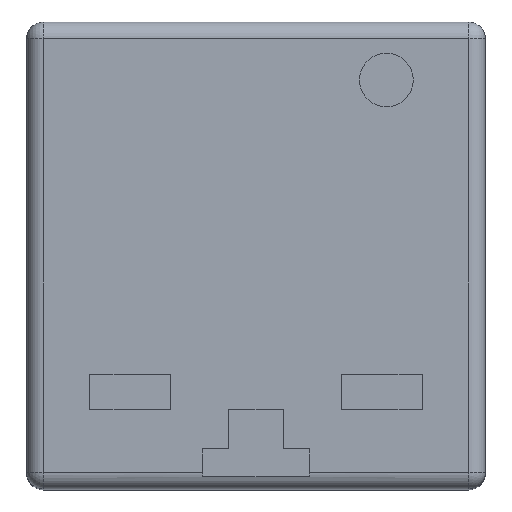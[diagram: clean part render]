
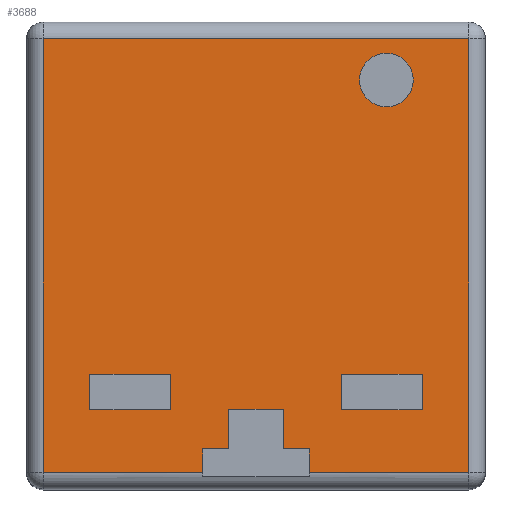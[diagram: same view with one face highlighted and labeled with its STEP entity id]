
A CAD part, top view. The second image highlights one B-rep face of the part: STEP entity #3688.
In plain terms, the highlighted planar face has unit normal (0, 0, 1).
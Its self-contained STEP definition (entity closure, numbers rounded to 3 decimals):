
#656 = VERTEX_POINT('',#657);
#657 = CARTESIAN_POINT('',(-12.75,13.,36.));
#664 = EDGE_CURVE('',#656,#665,#667,.T.);
#665 = VERTEX_POINT('',#666);
#666 = CARTESIAN_POINT('',(12.75,13.,36.));
#667 = LINE('',#668,#669);
#668 = CARTESIAN_POINT('',(-13.75,13.,36.));
#669 = VECTOR('',#670,1.);
#670 = DIRECTION('',(1.,0.,0.));
#3688 = ADVANCED_FACE('',(#3689,#3778,#3812,#3846),#3857,.T.);
#3689 = FACE_BOUND('',#3690,.T.);
#3690 = EDGE_LOOP('',(#3691,#3701,#3707,#3708,#3716,#3724,#3732,#3740,
    #3748,#3756,#3764,#3772));
#3691 = ORIENTED_EDGE('',*,*,#3692,.F.);
#3692 = EDGE_CURVE('',#3693,#3695,#3697,.T.);
#3693 = VERTEX_POINT('',#3694);
#3694 = CARTESIAN_POINT('',(12.75,-13.,36.));
#3695 = VERTEX_POINT('',#3696);
#3696 = CARTESIAN_POINT('',(3.2,-13.,36.));
#3697 = LINE('',#3698,#3699);
#3698 = CARTESIAN_POINT('',(13.75,-13.,36.));
#3699 = VECTOR('',#3700,1.);
#3700 = DIRECTION('',(-1.,0.,0.));
#3701 = ORIENTED_EDGE('',*,*,#3702,.F.);
#3702 = EDGE_CURVE('',#665,#3693,#3703,.T.);
#3703 = LINE('',#3704,#3705);
#3704 = CARTESIAN_POINT('',(12.75,14.,36.));
#3705 = VECTOR('',#3706,1.);
#3706 = DIRECTION('',(0.,-1.,0.));
#3707 = ORIENTED_EDGE('',*,*,#664,.F.);
#3708 = ORIENTED_EDGE('',*,*,#3709,.F.);
#3709 = EDGE_CURVE('',#3710,#656,#3712,.T.);
#3710 = VERTEX_POINT('',#3711);
#3711 = CARTESIAN_POINT('',(-12.75,-13.,36.));
#3712 = LINE('',#3713,#3714);
#3713 = CARTESIAN_POINT('',(-12.75,-14.,36.));
#3714 = VECTOR('',#3715,1.);
#3715 = DIRECTION('',(0.,1.,0.));
#3716 = ORIENTED_EDGE('',*,*,#3717,.F.);
#3717 = EDGE_CURVE('',#3718,#3710,#3720,.T.);
#3718 = VERTEX_POINT('',#3719);
#3719 = CARTESIAN_POINT('',(-3.2,-13.,36.));
#3720 = LINE('',#3721,#3722);
#3721 = CARTESIAN_POINT('',(13.75,-13.,36.));
#3722 = VECTOR('',#3723,1.);
#3723 = DIRECTION('',(-1.,0.,0.));
#3724 = ORIENTED_EDGE('',*,*,#3725,.T.);
#3725 = EDGE_CURVE('',#3718,#3726,#3728,.T.);
#3726 = VERTEX_POINT('',#3727);
#3727 = CARTESIAN_POINT('',(-3.2,-11.6,36.));
#3728 = LINE('',#3729,#3730);
#3729 = CARTESIAN_POINT('',(-3.2,-13.28,36.));
#3730 = VECTOR('',#3731,1.);
#3731 = DIRECTION('',(0.,1.,0.));
#3732 = ORIENTED_EDGE('',*,*,#3733,.T.);
#3733 = EDGE_CURVE('',#3726,#3734,#3736,.T.);
#3734 = VERTEX_POINT('',#3735);
#3735 = CARTESIAN_POINT('',(-1.625,-11.6,36.));
#3736 = LINE('',#3737,#3738);
#3737 = CARTESIAN_POINT('',(-3.2,-11.6,36.));
#3738 = VECTOR('',#3739,1.);
#3739 = DIRECTION('',(1.,0.,0.));
#3740 = ORIENTED_EDGE('',*,*,#3741,.T.);
#3741 = EDGE_CURVE('',#3734,#3742,#3744,.T.);
#3742 = VERTEX_POINT('',#3743);
#3743 = CARTESIAN_POINT('',(-1.625,-9.22,36.));
#3744 = LINE('',#3745,#3746);
#3745 = CARTESIAN_POINT('',(-1.625,-11.6,36.));
#3746 = VECTOR('',#3747,1.);
#3747 = DIRECTION('',(0.,1.,0.));
#3748 = ORIENTED_EDGE('',*,*,#3749,.T.);
#3749 = EDGE_CURVE('',#3742,#3750,#3752,.T.);
#3750 = VERTEX_POINT('',#3751);
#3751 = CARTESIAN_POINT('',(1.625,-9.22,36.));
#3752 = LINE('',#3753,#3754);
#3753 = CARTESIAN_POINT('',(-1.625,-9.22,36.));
#3754 = VECTOR('',#3755,1.);
#3755 = DIRECTION('',(1.,0.,0.));
#3756 = ORIENTED_EDGE('',*,*,#3757,.T.);
#3757 = EDGE_CURVE('',#3750,#3758,#3760,.T.);
#3758 = VERTEX_POINT('',#3759);
#3759 = CARTESIAN_POINT('',(1.625,-11.6,36.));
#3760 = LINE('',#3761,#3762);
#3761 = CARTESIAN_POINT('',(1.625,-9.22,36.));
#3762 = VECTOR('',#3763,1.);
#3763 = DIRECTION('',(0.,-1.,0.));
#3764 = ORIENTED_EDGE('',*,*,#3765,.T.);
#3765 = EDGE_CURVE('',#3758,#3766,#3768,.T.);
#3766 = VERTEX_POINT('',#3767);
#3767 = CARTESIAN_POINT('',(3.2,-11.6,36.));
#3768 = LINE('',#3769,#3770);
#3769 = CARTESIAN_POINT('',(1.625,-11.6,36.));
#3770 = VECTOR('',#3771,1.);
#3771 = DIRECTION('',(1.,0.,0.));
#3772 = ORIENTED_EDGE('',*,*,#3773,.T.);
#3773 = EDGE_CURVE('',#3766,#3695,#3774,.T.);
#3774 = LINE('',#3775,#3776);
#3775 = CARTESIAN_POINT('',(3.2,-11.6,36.));
#3776 = VECTOR('',#3777,1.);
#3777 = DIRECTION('',(0.,-1.,0.));
#3778 = FACE_BOUND('',#3779,.T.);
#3779 = EDGE_LOOP('',(#3780,#3790,#3798,#3806));
#3780 = ORIENTED_EDGE('',*,*,#3781,.T.);
#3781 = EDGE_CURVE('',#3782,#3784,#3786,.T.);
#3782 = VERTEX_POINT('',#3783);
#3783 = CARTESIAN_POINT('',(-5.14,-7.13,36.));
#3784 = VERTEX_POINT('',#3785);
#3785 = CARTESIAN_POINT('',(-5.14,-9.24,36.));
#3786 = LINE('',#3787,#3788);
#3787 = CARTESIAN_POINT('',(-5.14,-7.13,36.));
#3788 = VECTOR('',#3789,1.);
#3789 = DIRECTION('',(0.,-1.,0.));
#3790 = ORIENTED_EDGE('',*,*,#3791,.T.);
#3791 = EDGE_CURVE('',#3784,#3792,#3794,.T.);
#3792 = VERTEX_POINT('',#3793);
#3793 = CARTESIAN_POINT('',(-9.96,-9.24,36.));
#3794 = LINE('',#3795,#3796);
#3795 = CARTESIAN_POINT('',(-5.14,-9.24,36.));
#3796 = VECTOR('',#3797,1.);
#3797 = DIRECTION('',(-1.,0.,0.));
#3798 = ORIENTED_EDGE('',*,*,#3799,.T.);
#3799 = EDGE_CURVE('',#3792,#3800,#3802,.T.);
#3800 = VERTEX_POINT('',#3801);
#3801 = CARTESIAN_POINT('',(-9.96,-7.13,36.));
#3802 = LINE('',#3803,#3804);
#3803 = CARTESIAN_POINT('',(-9.96,-9.24,36.));
#3804 = VECTOR('',#3805,1.);
#3805 = DIRECTION('',(0.,1.,0.));
#3806 = ORIENTED_EDGE('',*,*,#3807,.T.);
#3807 = EDGE_CURVE('',#3800,#3782,#3808,.T.);
#3808 = LINE('',#3809,#3810);
#3809 = CARTESIAN_POINT('',(-9.96,-7.13,36.));
#3810 = VECTOR('',#3811,1.);
#3811 = DIRECTION('',(1.,0.,0.));
#3812 = FACE_BOUND('',#3813,.T.);
#3813 = EDGE_LOOP('',(#3814,#3824,#3832,#3840));
#3814 = ORIENTED_EDGE('',*,*,#3815,.T.);
#3815 = EDGE_CURVE('',#3816,#3818,#3820,.T.);
#3816 = VERTEX_POINT('',#3817);
#3817 = CARTESIAN_POINT('',(9.96,-7.13,36.));
#3818 = VERTEX_POINT('',#3819);
#3819 = CARTESIAN_POINT('',(9.96,-9.24,36.));
#3820 = LINE('',#3821,#3822);
#3821 = CARTESIAN_POINT('',(9.96,-7.13,36.));
#3822 = VECTOR('',#3823,1.);
#3823 = DIRECTION('',(0.,-1.,0.));
#3824 = ORIENTED_EDGE('',*,*,#3825,.T.);
#3825 = EDGE_CURVE('',#3818,#3826,#3828,.T.);
#3826 = VERTEX_POINT('',#3827);
#3827 = CARTESIAN_POINT('',(5.14,-9.24,36.));
#3828 = LINE('',#3829,#3830);
#3829 = CARTESIAN_POINT('',(9.96,-9.24,36.));
#3830 = VECTOR('',#3831,1.);
#3831 = DIRECTION('',(-1.,0.,0.));
#3832 = ORIENTED_EDGE('',*,*,#3833,.T.);
#3833 = EDGE_CURVE('',#3826,#3834,#3836,.T.);
#3834 = VERTEX_POINT('',#3835);
#3835 = CARTESIAN_POINT('',(5.14,-7.13,36.));
#3836 = LINE('',#3837,#3838);
#3837 = CARTESIAN_POINT('',(5.14,-9.24,36.));
#3838 = VECTOR('',#3839,1.);
#3839 = DIRECTION('',(0.,1.,0.));
#3840 = ORIENTED_EDGE('',*,*,#3841,.T.);
#3841 = EDGE_CURVE('',#3834,#3816,#3842,.T.);
#3842 = LINE('',#3843,#3844);
#3843 = CARTESIAN_POINT('',(5.14,-7.13,36.));
#3844 = VECTOR('',#3845,1.);
#3845 = DIRECTION('',(1.,0.,0.));
#3846 = FACE_BOUND('',#3847,.T.);
#3847 = EDGE_LOOP('',(#3848));
#3848 = ORIENTED_EDGE('',*,*,#3849,.F.);
#3849 = EDGE_CURVE('',#3850,#3850,#3852,.T.);
#3850 = VERTEX_POINT('',#3851);
#3851 = CARTESIAN_POINT('',(9.43,10.52,36.));
#3852 = CIRCLE('',#3853,1.61);
#3853 = AXIS2_PLACEMENT_3D('',#3854,#3855,#3856);
#3854 = CARTESIAN_POINT('',(7.82,10.52,36.));
#3855 = DIRECTION('',(0.,0.,1.));
#3856 = DIRECTION('',(1.,0.,0.));
#3857 = PLANE('',#3858);
#3858 = AXIS2_PLACEMENT_3D('',#3859,#3860,#3861);
#3859 = CARTESIAN_POINT('',(0.,0.,36.));
#3860 = DIRECTION('',(0.,0.,1.));
#3861 = DIRECTION('',(1.,0.,0.));
